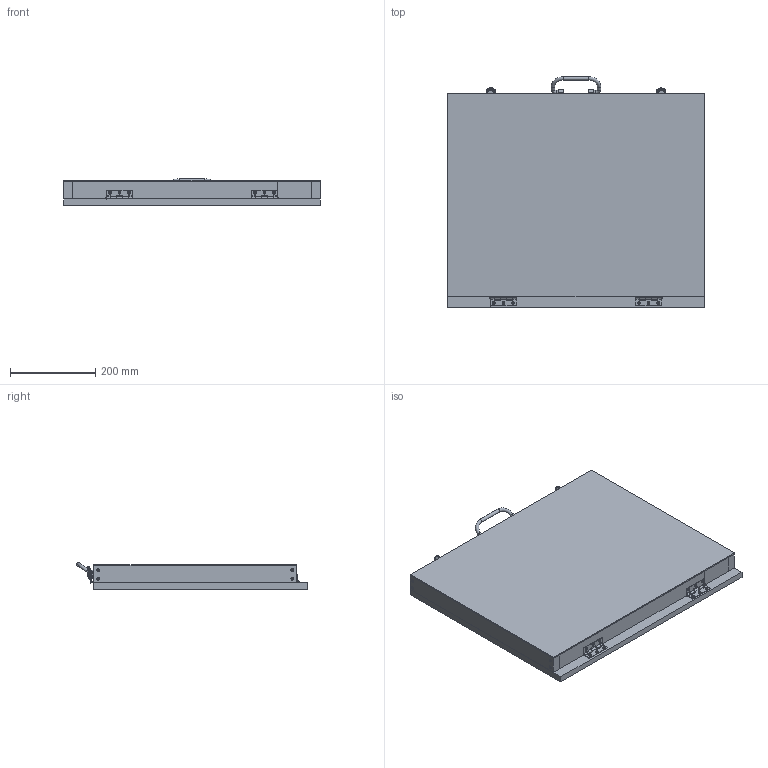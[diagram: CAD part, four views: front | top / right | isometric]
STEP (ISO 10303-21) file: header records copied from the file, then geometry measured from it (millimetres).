
FILE_DESCRIPTION(('FreeCAD Model'),'2;1');
FILE_NAME('Open CASCADE Shape Model','2025-04-30T22:51:09',('FreeCAD'),( 'FreeCAD'),'Open CASCADE STEP processor 7.6','FreeCAD','Unknown');
FILE_SCHEMA(('AUTOMOTIVE_DESIGN { 1 0 10303 214 1 1 1 1 }'));
Products named in the file (1): Open CASCADE STEP translator 7.6 1
Bounding box: 602 x 540.18 x 62.74 mm (x, y, z)
Volume: 7846795.6 mm3; surface area: 1659664.5 mm2
Topology: 67 solids, 67 shells, 1592 faces, 4232 edges, 2770 vertices
Faces by surface type: plane 650, cone 422, cylinder 340, torus 172, bspline 8
Full cylindrical faces by diameter (mm): 2 x14, 2.388 x4, 2.438 x4, 3 x50, 3.4 x2, 3.5 x42, 3.658 x18, 4 x10, 6.596 x40, 8 x5, 12 x3
Entity records: 54750 total; most frequent: CARTESIAN_POINT 16737, ORIENTED_EDGE 8312, DIRECTION 7648, EDGE_CURVE 4156, AXIS2_PLACEMENT_3D 2975, VERTEX_POINT 2770, FACE_BOUND 1776, EDGE_LOOP 1776
